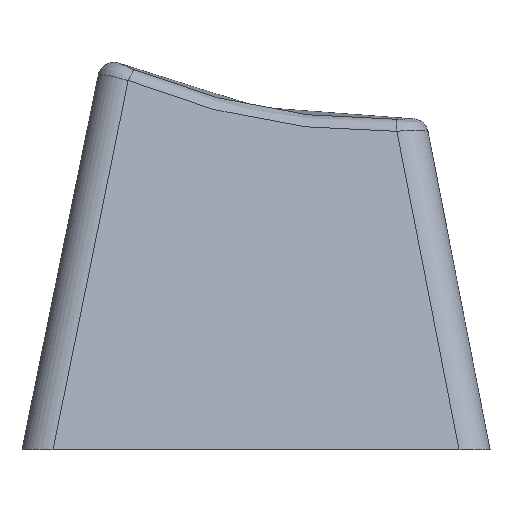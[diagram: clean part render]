
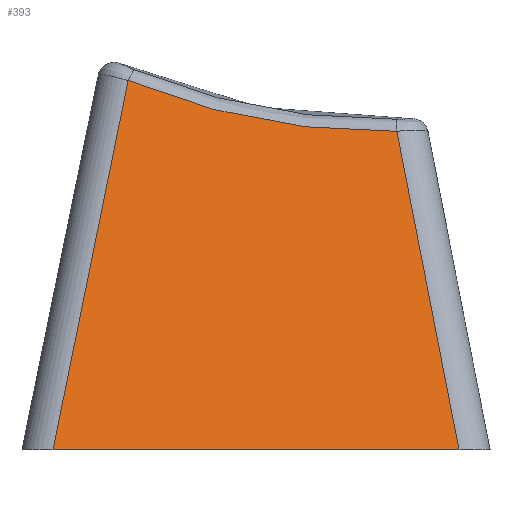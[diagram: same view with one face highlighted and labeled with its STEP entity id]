
A CAD part, left-side view. The second image highlights one B-rep face of the part: STEP entity #393.
In plain terms, the highlighted planar face has unit normal (-0.97, 0, 0.241).
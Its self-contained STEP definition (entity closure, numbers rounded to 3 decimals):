
#341=CARTESIAN_POINT('',(94.659,37.35,2.145));
#342=DIRECTION('',(-0.97,0.,0.242));
#343=DIRECTION('',(0.242,0.,0.97));
#344=AXIS2_PLACEMENT_3D('',#341,#342,#343);
#345=PLANE('',#344);
#346=CARTESIAN_POINT('',(94.125,29.413,0.));
#347=VERTEX_POINT('',#346);
#348=CARTESIAN_POINT('',(97.223,31.841,12.447));
#349=VERTEX_POINT('',#348);
#350=CARTESIAN_POINT('',(94.125,29.415,0.));
#351=DIRECTION('',(0.237,0.186,0.953));
#352=VECTOR('',#351,13.054);
#353=LINE('',#350,#352);
#354=EDGE_CURVE('',#347,#349,#353,.T.);
#355=ORIENTED_EDGE('',*,*,#354,.T.);
#356=CARTESIAN_POINT('',(97.717,42.349,14.43));
#357=VERTEX_POINT('',#356);
#358=CARTESIAN_POINT('',(97.223,31.841,12.447));
#359=CARTESIAN_POINT('',(97.219,32.741,12.43));
#360=CARTESIAN_POINT('',(97.226,33.639,12.459));
#361=CARTESIAN_POINT('',(97.245,34.534,12.534));
#362=CARTESIAN_POINT('',(97.263,35.429,12.609));
#363=CARTESIAN_POINT('',(97.294,36.322,12.73));
#364=CARTESIAN_POINT('',(97.335,37.203,12.896));
#365=CARTESIAN_POINT('',(97.356,37.644,12.98));
#366=CARTESIAN_POINT('',(97.379,38.083,13.074));
#367=CARTESIAN_POINT('',(97.405,38.519,13.18));
#368=CARTESIAN_POINT('',(97.432,38.955,13.286));
#369=CARTESIAN_POINT('',(97.461,39.389,13.403));
#370=CARTESIAN_POINT('',(97.493,39.818,13.531));
#371=CARTESIAN_POINT('',(97.557,40.678,13.787));
#372=CARTESIAN_POINT('',(97.631,41.522,14.086));
#373=CARTESIAN_POINT('',(97.717,42.349,14.43));
#374=B_SPLINE_CURVE_WITH_KNOTS('',3,(#358,#359,#360,#361,#362,#363,#364,#365,#366,#367,#368,#369,#370,#371,#372,#373),.UNSPECIFIED.,.F.,.F.,(4,3,3,3,3,4),(0.,0.003,0.005,0.007,0.008,0.011),.UNSPECIFIED.);
#375=EDGE_CURVE('',#349,#357,#374,.T.);
#376=ORIENTED_EDGE('',*,*,#375,.T.);
#377=CARTESIAN_POINT('',(94.125,45.287,0.));
#378=VERTEX_POINT('',#377);
#379=CARTESIAN_POINT('',(97.717,42.349,14.43));
#380=DIRECTION('',(-0.237,0.194,-0.952));
#381=VECTOR('',#380,15.158);
#382=LINE('',#379,#381);
#383=EDGE_CURVE('',#357,#378,#382,.T.);
#384=ORIENTED_EDGE('',*,*,#383,.T.);
#385=CARTESIAN_POINT('',(94.125,45.287,0.));
#386=DIRECTION('',(-0.,-1.,-0.));
#387=VECTOR('',#386,15.874);
#388=LINE('',#385,#387);
#389=EDGE_CURVE('',#378,#347,#388,.T.);
#390=ORIENTED_EDGE('',*,*,#389,.T.);
#391=EDGE_LOOP('',(#355,#376,#384,#390));
#392=FACE_BOUND('',#391,.T.);
#393=ADVANCED_FACE('',(#392),#345,.T.);
